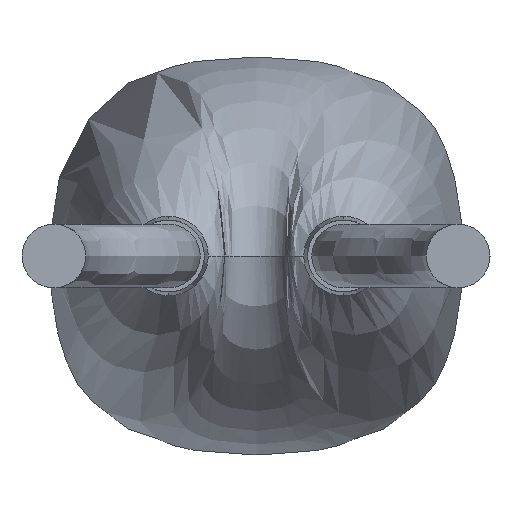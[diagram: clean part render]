
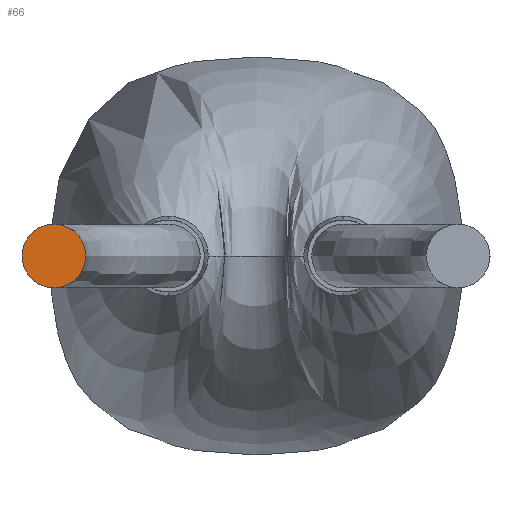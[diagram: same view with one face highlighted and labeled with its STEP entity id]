
A CAD part, left-side view. The second image highlights one B-rep face of the part: STEP entity #66.
In plain terms, the highlighted planar face has unit normal (-1, 0, 0).
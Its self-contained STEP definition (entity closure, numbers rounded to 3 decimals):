
#66=ADVANCED_FACE('NONE',(#106),#107,.F.);
#106=FACE_OUTER_BOUND('',#1237,.T.);
#107=PLANE('',#1238);
#1237=EDGE_LOOP('',(#1549,#1550));
#1238=AXIS2_PLACEMENT_3D('',#1551,#1552,#1553);
#1549=ORIENTED_EDGE('',*,*,#1646,.F.);
#1550=ORIENTED_EDGE('',*,*,#1619,.F.);
#1551=CARTESIAN_POINT('',(-36.7,1.27,0.0));
#1552=DIRECTION('',(1.0,0.0,0.0));
#1553=DIRECTION('',(0.0,1.0,0.0));
#1619=EDGE_CURVE('NONE',#1692,#1694,#1695,.T.);
#1646=EDGE_CURVE('NONE',#1694,#1692,#1738,.T.);
#1692=VERTEX_POINT('NONE',#1824);
#1694=VERTEX_POINT('NONE',#1827);
#1695=CIRCLE('',#1828,0.2);
#1738=CIRCLE('',#1932,0.2);
#1824=CARTESIAN_POINT('',(-36.7,1.47,0.));
#1827=CARTESIAN_POINT('',(-36.7,1.07,0.0));
#1828=AXIS2_PLACEMENT_3D('',#1982,#1983,#1984);
#1932=AXIS2_PLACEMENT_3D('',#2041,#2042,#2043);
#1982=CARTESIAN_POINT('',(-36.7,1.27,0.0));
#1983=DIRECTION('',(1.0,0.0,0.0));
#1984=DIRECTION('',(0.0,0.0,-1.0));
#2041=CARTESIAN_POINT('',(-36.7,1.27,0.0));
#2042=DIRECTION('',(1.0,0.0,0.0));
#2043=DIRECTION('',(0.0,0.0,-1.0));
